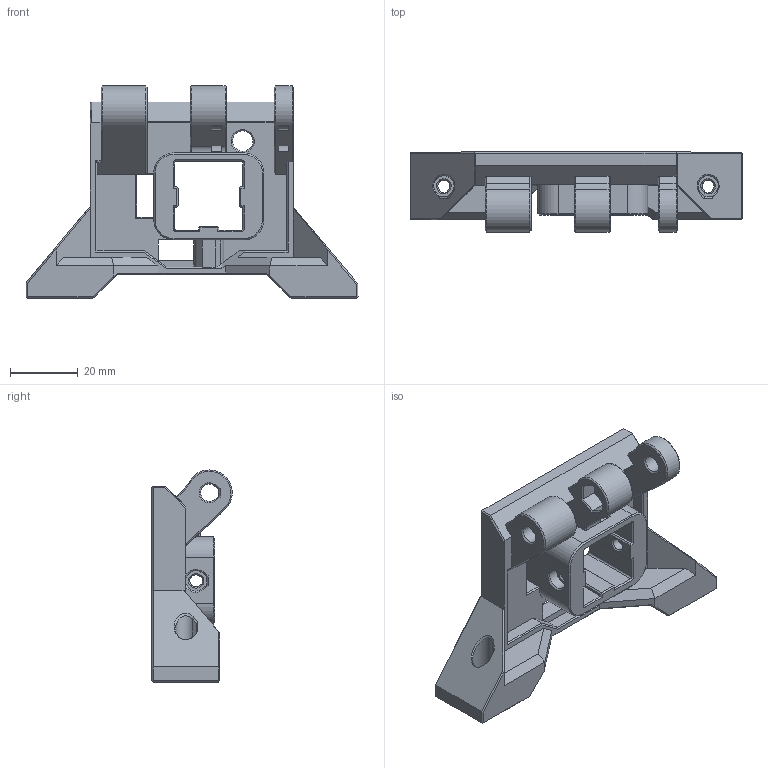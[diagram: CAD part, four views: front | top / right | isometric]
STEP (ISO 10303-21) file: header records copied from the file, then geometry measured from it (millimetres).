
FILE_DESCRIPTION(/* description */ (''),/* implementation_level */ '2;1');
FILE_NAME(/* name */ 'End_Block_LRF_V3.step',/* time_stamp */ '2024-05-21T16:37:25-05:00',/* author */ (''),/* organization */ (''),/* preprocessor_version */ 'ST-DEVELOPER v20',/* originating_system */ 'Autodesk Translation Framework v12.20.1.177',/* authorisation */ '');
FILE_SCHEMA (('AUTOMOTIVE_DESIGN { 1 0 10303 214 3 1 1 }'));
Length unit declared in the file: millimetre
Products named in the file (1): BypassBlock_1 (2)
Bounding box: 98 x 23.74 x 62.62 mm (x, y, z)
Volume: 40687.5 mm3; surface area: 18331.1 mm2
Topology: 1 solids, 1 shells, 431 faces, 1099 edges, 670 vertices
Faces by surface type: plane 333, cylinder 45, cone 39, bspline 8, torus 6
Full cylindrical faces by diameter (mm): 6 x1
Entity records: 13228 total; most frequent: CARTESIAN_POINT 2762, ORIENTED_EDGE 2198, DIRECTION 2054, EDGE_CURVE 1099, LINE 940, VECTOR 940, VERTEX_POINT 671, AXIS2_PLACEMENT_3D 557
